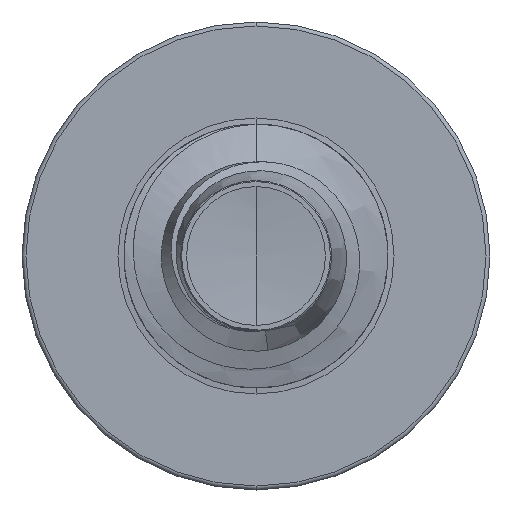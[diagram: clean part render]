
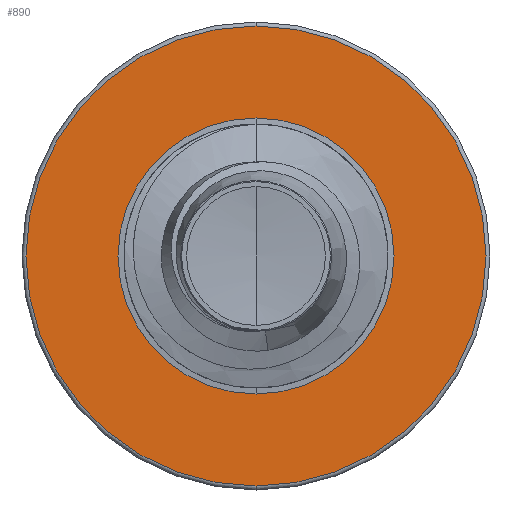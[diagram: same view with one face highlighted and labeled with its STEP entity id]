
A CAD part, front view. The second image highlights one B-rep face of the part: STEP entity #890.
In plain terms, the highlighted planar face has unit normal (0, -1, 0).
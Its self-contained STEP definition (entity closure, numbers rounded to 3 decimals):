
#267 = EDGE_CURVE ( 'NONE', #11511, #13770, #12006, .T. ) ;
#547 = EDGE_CURVE ( 'NONE', #15874, #15761, #6902, .T. ) ;
#890 = ADVANCED_FACE ( 'NONE', ( #9912, #15896 ), #6299, .F. ) ;
#2992 = CARTESIAN_POINT ( 'NONE',  ( 0., 7., -1.917 ) ) ;
#3819 = EDGE_LOOP ( 'NONE', ( #12812, #15367 ) ) ;
#4765 = DIRECTION ( 'NONE',  ( 0., 1., 0. ) ) ;
#4797 = DIRECTION ( 'NONE',  ( 0., 0., 1. ) ) ;
#5730 = DIRECTION ( 'NONE',  ( 0., 0., 1. ) ) ;
#5807 = DIRECTION ( 'NONE',  ( 0., 1., 0. ) ) ;
#5882 = CIRCLE ( 'NONE', #7131, 1.15 ) ;
#6299 = PLANE ( 'NONE',  #7612 ) ;
#6770 = EDGE_LOOP ( 'NONE', ( #16861, #9214 ) ) ;
#6902 = CIRCLE ( 'NONE', #10995, 1.15 ) ;
#7131 = AXIS2_PLACEMENT_3D ( 'NONE', #11357, #11345, #11342 ) ;
#7612 = AXIS2_PLACEMENT_3D ( 'NONE', #7982, #5807, #5730 ) ;
#7662 = CARTESIAN_POINT ( 'NONE',  ( 0., 7., 0. ) ) ;
#7982 = CARTESIAN_POINT ( 'NONE',  ( 0., 7., -1.15 ) ) ;
#9214 = ORIENTED_EDGE ( 'NONE', *, *, #267, .F. ) ;
#9912 = FACE_OUTER_BOUND ( 'NONE', #6770, .T. ) ;
#10403 = AXIS2_PLACEMENT_3D ( 'NONE', #12312, #4765, #13314 ) ;
#10491 = DIRECTION ( 'NONE',  ( 0., 1., 0. ) ) ;
#10995 = AXIS2_PLACEMENT_3D ( 'NONE', #7662, #10491, #4797 ) ;
#11342 = DIRECTION ( 'NONE',  ( 0., 0., 1. ) ) ;
#11345 = DIRECTION ( 'NONE',  ( 0., 1., 0. ) ) ;
#11357 = CARTESIAN_POINT ( 'NONE',  ( 0., 7., 0. ) ) ;
#11454 = CIRCLE ( 'NONE', #12363, 1.917 ) ;
#11511 = VERTEX_POINT ( 'NONE', #2992 ) ;
#11651 = CARTESIAN_POINT ( 'NONE',  ( 0., 7., 1.15 ) ) ;
#11902 = CARTESIAN_POINT ( 'NONE',  ( 0., 7., -1.15 ) ) ;
#12006 = CIRCLE ( 'NONE', #10403, 1.917 ) ;
#12312 = CARTESIAN_POINT ( 'NONE',  ( 0., 7., 0. ) ) ;
#12363 = AXIS2_PLACEMENT_3D ( 'NONE', #13014, #12978, #12973 ) ;
#12812 = ORIENTED_EDGE ( 'NONE', *, *, #547, .T. ) ;
#12973 = DIRECTION ( 'NONE',  ( 0., 0., 1. ) ) ;
#12978 = DIRECTION ( 'NONE',  ( 0., 1., 0. ) ) ;
#13014 = CARTESIAN_POINT ( 'NONE',  ( 0., 7., 0. ) ) ;
#13314 = DIRECTION ( 'NONE',  ( 0., 0., 1. ) ) ;
#13770 = VERTEX_POINT ( 'NONE', #14155 ) ;
#14155 = CARTESIAN_POINT ( 'NONE',  ( 0., 7., 1.917 ) ) ;
#15367 = ORIENTED_EDGE ( 'NONE', *, *, #15853, .T. ) ;
#15490 = EDGE_CURVE ( 'NONE', #13770, #11511, #11454, .T. ) ;
#15761 = VERTEX_POINT ( 'NONE', #11902 ) ;
#15853 = EDGE_CURVE ( 'NONE', #15761, #15874, #5882, .T. ) ;
#15874 = VERTEX_POINT ( 'NONE', #11651 ) ;
#15896 = FACE_BOUND ( 'NONE', #3819, .T. ) ;
#16861 = ORIENTED_EDGE ( 'NONE', *, *, #15490, .F. ) ;
